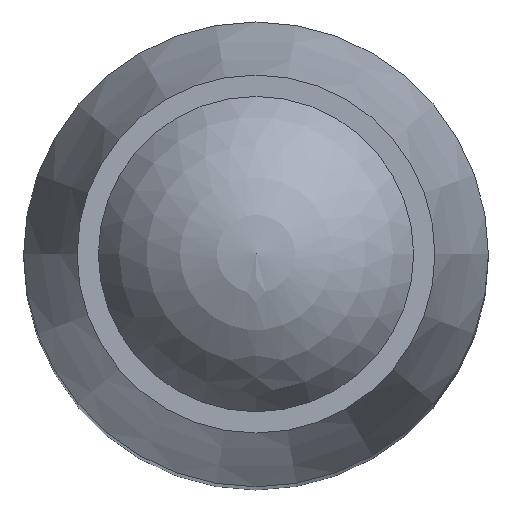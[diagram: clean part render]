
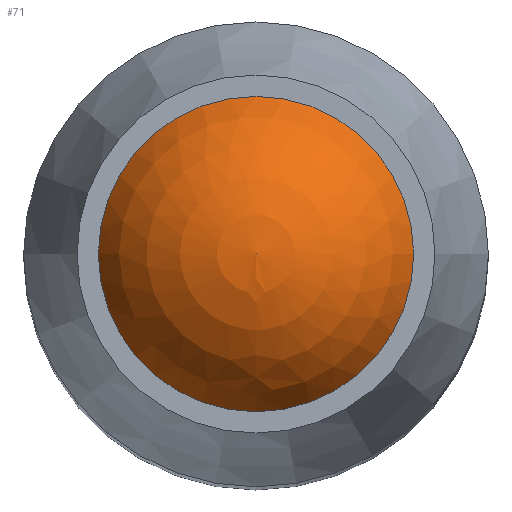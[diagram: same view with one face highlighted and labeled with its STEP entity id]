
A CAD part, top view. The second image highlights one B-rep face of the part: STEP entity #71.
In plain terms, the highlighted spherical face has radius 7.5 mm.
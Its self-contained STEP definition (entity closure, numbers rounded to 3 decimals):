
#71 = ADVANCED_FACE( '', ( #146, #147 ), #148, .T. );
#146 = FACE_BOUND( '', #217, .T. );
#147 = FACE_OUTER_BOUND( '', #218, .T. );
#148 = SPHERICAL_SURFACE( '', #219, 7.5 );
#217 = VERTEX_LOOP( '', #342 );
#218 = EDGE_LOOP( '', ( #343 ) );
#219 = AXIS2_PLACEMENT_3D( '', #344, #345, #346 );
#342 = VERTEX_POINT( '', #430 );
#343 = ORIENTED_EDGE( '', *, *, #424, .T. );
#344 = CARTESIAN_POINT( '', ( 0., 0., 84.5 ) );
#345 = DIRECTION( '', ( 0., 0., 1. ) );
#346 = DIRECTION( '', ( 0., -1., 0. ) );
#424 = EDGE_CURVE( '', #500, #500, #501, .T. );
#430 = CARTESIAN_POINT( '', ( 0., 0., 92. ) );
#500 = VERTEX_POINT( '', #597 );
#501 = CIRCLE( '', #598, 6.783 );
#597 = CARTESIAN_POINT( '', ( 6.783, 0., 87.7 ) );
#598 = AXIS2_PLACEMENT_3D( '', #665, #666, #667 );
#665 = CARTESIAN_POINT( '', ( 0., 0., 87.7 ) );
#666 = DIRECTION( '', ( 0., 0., 1. ) );
#667 = DIRECTION( '', ( 1., 0., 0. ) );
